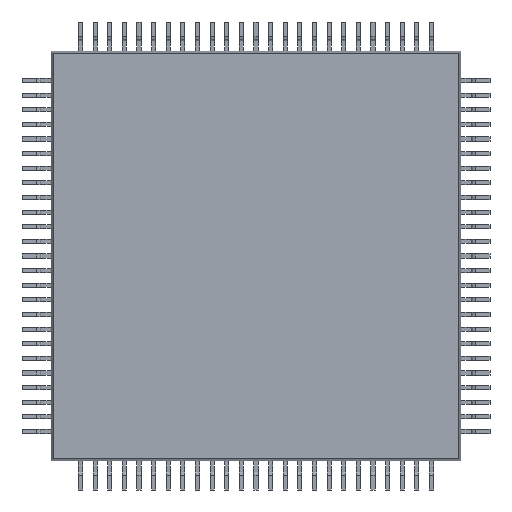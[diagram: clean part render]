
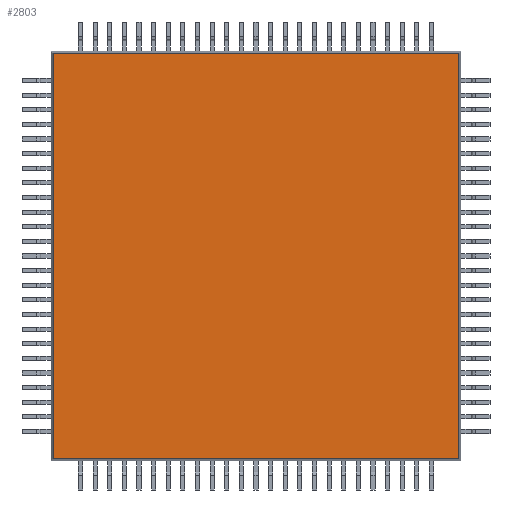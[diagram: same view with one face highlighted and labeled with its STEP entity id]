
A CAD part, front view. The second image highlights one B-rep face of the part: STEP entity #2803.
In plain terms, the highlighted planar face has unit normal (0, -1, 0).
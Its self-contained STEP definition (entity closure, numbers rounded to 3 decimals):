
#2660 = VERTEX_POINT('',#2661);
#2661 = CARTESIAN_POINT('',(6.934,0.12,6.934));
#2669 = VERTEX_POINT('',#2670);
#2670 = CARTESIAN_POINT('',(6.934,0.12,-6.934));
#2676 = EDGE_CURVE('',#2660,#2669,#2677,.T.);
#2677 = LINE('',#2678,#2679);
#2678 = CARTESIAN_POINT('',(6.934,0.12,20.027));
#2679 = VECTOR('',#2680,1.);
#2680 = DIRECTION('',(0.,0.,-1.));
#2784 = EDGE_CURVE('',#2660,#2785,#2787,.T.);
#2785 = VERTEX_POINT('',#2786);
#2786 = CARTESIAN_POINT('',(-6.934,0.12,6.934));
#2787 = LINE('',#2788,#2789);
#2788 = CARTESIAN_POINT('',(20.027,0.12,6.934));
#2789 = VECTOR('',#2790,1.);
#2790 = DIRECTION('',(-1.,0.,0.));
#2803 = ADVANCED_FACE('',(#2804),#2822,.F.);
#2804 = FACE_BOUND('',#2805,.F.);
#2805 = EDGE_LOOP('',(#2806,#2807,#2808,#2816));
#2806 = ORIENTED_EDGE('',*,*,#2784,.F.);
#2807 = ORIENTED_EDGE('',*,*,#2676,.T.);
#2808 = ORIENTED_EDGE('',*,*,#2809,.T.);
#2809 = EDGE_CURVE('',#2669,#2810,#2812,.T.);
#2810 = VERTEX_POINT('',#2811);
#2811 = CARTESIAN_POINT('',(-6.934,0.12,-6.934));
#2812 = LINE('',#2813,#2814);
#2813 = CARTESIAN_POINT('',(20.027,0.12,-6.934));
#2814 = VECTOR('',#2815,1.);
#2815 = DIRECTION('',(-1.,0.,0.));
#2816 = ORIENTED_EDGE('',*,*,#2817,.F.);
#2817 = EDGE_CURVE('',#2785,#2810,#2818,.T.);
#2818 = LINE('',#2819,#2820);
#2819 = CARTESIAN_POINT('',(-6.934,0.12,20.027));
#2820 = VECTOR('',#2821,1.);
#2821 = DIRECTION('',(0.,0.,-1.));
#2822 = PLANE('',#2823);
#2823 = AXIS2_PLACEMENT_3D('',#2824,#2825,#2826);
#2824 = CARTESIAN_POINT('',(0.,0.12,0.));
#2825 = DIRECTION('',(0.,1.,0.));
#2826 = DIRECTION('',(0.,0.,1.));
